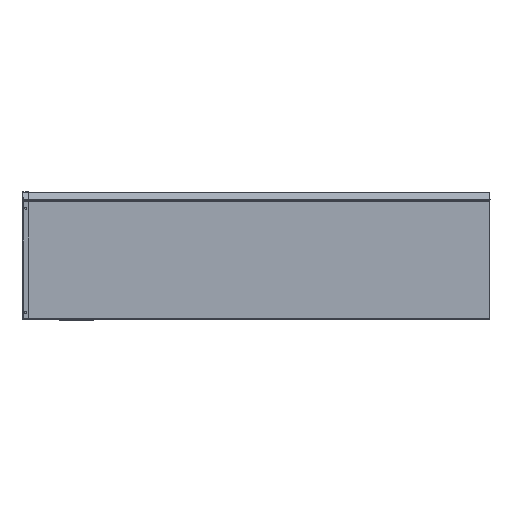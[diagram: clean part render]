
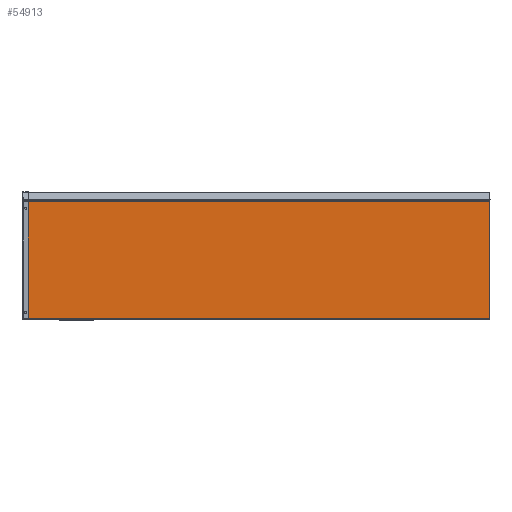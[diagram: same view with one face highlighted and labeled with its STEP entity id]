
A CAD part, left-side view. The second image highlights one B-rep face of the part: STEP entity #54913.
In plain terms, the highlighted planar face has unit normal (-1, 0, 0).
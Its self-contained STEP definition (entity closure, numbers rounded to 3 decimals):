
#3186 = EDGE_CURVE ( 'NONE', #30383, #30415, #11281, .T. ) ;
#3220 = EDGE_CURVE ( 'NONE', #30449, #30395, #11381, .T. ) ;
#3921 = EDGE_CURVE ( 'NONE', #64944, #64887, #17151, .T. ) ;
#4007 = EDGE_CURVE ( 'NONE', #63685, #63661, #17445, .T. ) ;
#4016 = EDGE_CURVE ( 'NONE', #65010, #65015, #17443, .T. ) ;
#4027 = EDGE_CURVE ( 'NONE', #65059, #65010, #18202, .T. ) ;
#4032 = EDGE_CURVE ( 'NONE', #63676, #65028, #18209, .T. ) ;
#4036 = EDGE_CURVE ( 'NONE', #63670, #65028, #17567, .T. ) ;
#4040 = EDGE_CURVE ( 'NONE', #63685, #65048, #18194, .T. ) ;
#4041 = EDGE_CURVE ( 'NONE', #64887, #63661, #18162, .T. ) ;
#4052 = EDGE_CURVE ( 'NONE', #65044, #65059, #17598, .T. ) ;
#4058 = EDGE_CURVE ( 'NONE', #30415, #30383, #18205, .T. ) ;
#4083 = EDGE_CURVE ( 'NONE', #65015, #65044, #18164, .T. ) ;
#4091 = EDGE_CURVE ( 'NONE', #65048, #30449, #19422, .T. ) ;
#4101 = EDGE_CURVE ( 'NONE', #30395, #63676, #18257, .T. ) ;
#4104 = EDGE_CURVE ( 'NONE', #63670, #64944, #18240, .T. ) ;
#6198 = EDGE_LOOP ( 'NONE', ( #22827, #22766 ) ) ;
#6539 = EDGE_LOOP ( 'NONE', ( #22790, #22777, #22774, #22788 ) ) ;
#6572 = EDGE_LOOP ( 'NONE', ( #22779, #22818, #22860, #22803, #22809, #22813, #22780, #22828, #22767, #22823 ) ) ;
#10343 = CARTESIAN_POINT ( 'NONE',  ( 28017.788, 868.87, 263.673 ) ) ;
#10357 = CARTESIAN_POINT ( 'NONE',  ( 28017.788, 1911.327, 246.808 ) ) ;
#10378 = CARTESIAN_POINT ( 'NONE',  ( 28017.788, 1911.327, 251.308 ) ) ;
#10437 = CARTESIAN_POINT ( 'NONE',  ( 28017.788, 869.752, 264.202 ) ) ;
#11254 = AXIS2_PLACEMENT_3D ( 'NONE', #13396, #13362, #13407 ) ;
#11281 = CIRCLE ( 'NONE', #11254, 2.25 ) ;
#11343 = AXIS2_PLACEMENT_3D ( 'NONE', #13502, #13505, #13522 ) ;
#11381 = CIRCLE ( 'NONE', #11343, 1. ) ;
#12875 = VECTOR ( 'NONE', #17122, 1000. ) ;
#13362 = DIRECTION ( 'NONE',  ( 1., 0., 0. ) ) ;
#13396 = CARTESIAN_POINT ( 'NONE',  ( 28017.788, 1911.327, 249.058 ) ) ;
#13407 = DIRECTION ( 'NONE',  ( 0., 0., -1. ) ) ;
#13502 = CARTESIAN_POINT ( 'NONE',  ( 28017.788, 868.87, 264.673 ) ) ;
#13505 = DIRECTION ( 'NONE',  ( -1., 0., 0. ) ) ;
#13522 = DIRECTION ( 'NONE',  ( 0., 0., -1. ) ) ;
#17122 = DIRECTION ( 'NONE',  ( 0., 1., 0. ) ) ;
#17132 = CARTESIAN_POINT ( 'NONE',  ( 28017.788, 851.26, 1. ) ) ;
#17151 = LINE ( 'NONE', #17132, #12875 ) ;
#17443 = LINE ( 'NONE', #17469, #18110 ) ;
#17445 = LINE ( 'NONE', #17451, #18087 ) ;
#17451 = CARTESIAN_POINT ( 'NONE',  ( 28017.788, 1916.837, 18.514 ) ) ;
#17469 = CARTESIAN_POINT ( 'NONE',  ( 28017.788, 1912.327, 16.308 ) ) ;
#17478 = DIRECTION ( 'NONE',  ( 0., 0., -1. ) ) ;
#17493 = CARTESIAN_POINT ( 'NONE',  ( 28017.788, 1912.327, 14.058 ) ) ;
#17495 = DIRECTION ( 'NONE',  ( 1., 0., 0. ) ) ;
#17496 = DIRECTION ( 'NONE',  ( 0., 0., -1. ) ) ;
#17527 = DIRECTION ( 'NONE',  ( 0., -1., 0. ) ) ;
#17530 = CARTESIAN_POINT ( 'NONE',  ( 28017.788, 867.079, 18.514 ) ) ;
#17531 = DIRECTION ( 'NONE',  ( -1., 0., 0. ) ) ;
#17532 = CARTESIAN_POINT ( 'NONE',  ( 28017.788, 1917.308, 264.673 ) ) ;
#17533 = DIRECTION ( 'NONE',  ( 0., 0., -1. ) ) ;
#17537 = DIRECTION ( 'NONE',  ( 0., 0., -1. ) ) ;
#17540 = DIRECTION ( 'NONE',  ( -1., 0., 0. ) ) ;
#17542 = CARTESIAN_POINT ( 'NONE',  ( 28017.788, 1917.712, -0.178 ) ) ;
#17545 = CARTESIAN_POINT ( 'NONE',  ( 28017.788, 866.305, 260.38 ) ) ;
#17550 = DIRECTION ( 'NONE',  ( 0., 0., -1. ) ) ;
#17556 = DIRECTION ( 'NONE',  ( 1., 0., 0. ) ) ;
#17557 = DIRECTION ( 'NONE',  ( 0., 0., 1. ) ) ;
#17567 = LINE ( 'NONE', #17530, #18153 ) ;
#17586 = CARTESIAN_POINT ( 'NONE',  ( 28017.788, 1912.327, 11.808 ) ) ;
#17598 = LINE ( 'NONE', #17586, #18196 ) ;
#17599 = DIRECTION ( 'NONE',  ( 0., 1., 0. ) ) ;
#17632 = DIRECTION ( 'NONE',  ( 0., 0., -1. ) ) ;
#17634 = DIRECTION ( 'NONE',  ( 1., 0., 0. ) ) ;
#17661 = CARTESIAN_POINT ( 'NONE',  ( 28017.788, 1911.327, 249.058 ) ) ;
#18087 = VECTOR ( 'NONE', #17478, 1000. ) ;
#18110 = VECTOR ( 'NONE', #17527, 1000. ) ;
#18153 = VECTOR ( 'NONE', #17557, 1000. ) ;
#18154 = AXIS2_PLACEMENT_3D ( 'NONE', #17542, #17531, #17537 ) ;
#18162 = CIRCLE ( 'NONE', #18154, 2. ) ;
#18164 = CIRCLE ( 'NONE', #18182, 2.25 ) ;
#18169 = AXIS2_PLACEMENT_3D ( 'NONE', #17661, #17634, #17632 ) ;
#18182 = AXIS2_PLACEMENT_3D ( 'NONE', #19441, #19457, #19439 ) ;
#18191 = AXIS2_PLACEMENT_3D ( 'NONE', #17532, #17540, #17533 ) ;
#18194 = CIRCLE ( 'NONE', #18191, 1. ) ;
#18195 = AXIS2_PLACEMENT_3D ( 'NONE', #17545, #17556, #17550 ) ;
#18196 = VECTOR ( 'NONE', #17599, 1000. ) ;
#18201 = AXIS2_PLACEMENT_3D ( 'NONE', #17493, #17495, #17496 ) ;
#18202 = CIRCLE ( 'NONE', #18201, 2.25 ) ;
#18205 = CIRCLE ( 'NONE', #18169, 2.25 ) ;
#18209 = CIRCLE ( 'NONE', #18195, 4. ) ;
#18238 = AXIS2_PLACEMENT_3D ( 'NONE', #19479, #19480, #19486 ) ;
#18240 = CIRCLE ( 'NONE', #18238, 2. ) ;
#18257 = CIRCLE ( 'NONE', #18259, 1. ) ;
#18259 = AXIS2_PLACEMENT_3D ( 'NONE', #19473, #19512, #19481 ) ;
#18263 = VECTOR ( 'NONE', #19453, 1000. ) ;
#19422 = LINE ( 'NONE', #19429, #18263 ) ;
#19429 = CARTESIAN_POINT ( 'NONE',  ( 28017.788, 851.26, 264.202 ) ) ;
#19439 = DIRECTION ( 'NONE',  ( 0., 0., -1. ) ) ;
#19441 = CARTESIAN_POINT ( 'NONE',  ( 28017.788, 1911.327, 14.058 ) ) ;
#19453 = DIRECTION ( 'NONE',  ( 0., -1., 0. ) ) ;
#19457 = DIRECTION ( 'NONE',  ( 1., 0., 0. ) ) ;
#19473 = CARTESIAN_POINT ( 'NONE',  ( 28017.788, 868.87, 264.673 ) ) ;
#19479 = CARTESIAN_POINT ( 'NONE',  ( 28017.788, 866.266, -0.179 ) ) ;
#19480 = DIRECTION ( 'NONE',  ( -1., 0., 0. ) ) ;
#19481 = DIRECTION ( 'NONE',  ( 0., 0., -1. ) ) ;
#19486 = DIRECTION ( 'NONE',  ( 0., 0., -1. ) ) ;
#19512 = DIRECTION ( 'NONE',  ( -1., 0., 0. ) ) ;
#22766 = ORIENTED_EDGE ( 'NONE', *, *, #3186, .T. ) ;
#22767 = ORIENTED_EDGE ( 'NONE', *, *, #4007, .T. ) ;
#22774 = ORIENTED_EDGE ( 'NONE', *, *, #4016, .T. ) ;
#22777 = ORIENTED_EDGE ( 'NONE', *, *, #4027, .T. ) ;
#22779 = ORIENTED_EDGE ( 'NONE', *, *, #3921, .F. ) ;
#22780 = ORIENTED_EDGE ( 'NONE', *, *, #4091, .F. ) ;
#22788 = ORIENTED_EDGE ( 'NONE', *, *, #4083, .T. ) ;
#22790 = ORIENTED_EDGE ( 'NONE', *, *, #4052, .T. ) ;
#22803 = ORIENTED_EDGE ( 'NONE', *, *, #4032, .F. ) ;
#22809 = ORIENTED_EDGE ( 'NONE', *, *, #4101, .F. ) ;
#22813 = ORIENTED_EDGE ( 'NONE', *, *, #3220, .F. ) ;
#22818 = ORIENTED_EDGE ( 'NONE', *, *, #4104, .F. ) ;
#22823 = ORIENTED_EDGE ( 'NONE', *, *, #4041, .F. ) ;
#22827 = ORIENTED_EDGE ( 'NONE', *, *, #4058, .T. ) ;
#22828 = ORIENTED_EDGE ( 'NONE', *, *, #4040, .F. ) ;
#22860 = ORIENTED_EDGE ( 'NONE', *, *, #4036, .T. ) ;
#30383 = VERTEX_POINT ( 'NONE', #10378 ) ;
#30395 = VERTEX_POINT ( 'NONE', #10343 ) ;
#30415 = VERTEX_POINT ( 'NONE', #10357 ) ;
#30449 = VERTEX_POINT ( 'NONE', #10437 ) ;
#43533 = AXIS2_PLACEMENT_3D ( 'NONE', #45165, #45183, #45167 ) ;
#45147 = FACE_BOUND ( 'NONE', #6539, .T. ) ;
#45159 = FACE_OUTER_BOUND ( 'NONE', #6572, .T. ) ;
#45161 = FACE_BOUND ( 'NONE', #6198, .T. ) ;
#45164 = PLANE ( 'NONE',  #43533 ) ;
#45165 = CARTESIAN_POINT ( 'NONE',  ( 28017.788, 851.26, 18.514 ) ) ;
#45167 = DIRECTION ( 'NONE',  ( 0., 0., -1. ) ) ;
#45183 = DIRECTION ( 'NONE',  ( 1., 0., 0. ) ) ;
#48797 = CARTESIAN_POINT ( 'NONE',  ( 28017.788, 868.357, 263.814 ) ) ;
#48812 = CARTESIAN_POINT ( 'NONE',  ( 28017.788, 1916.837, 263.79 ) ) ;
#48818 = CARTESIAN_POINT ( 'NONE',  ( 28017.788, 1916.837, 1.62 ) ) ;
#48847 = CARTESIAN_POINT ( 'NONE',  ( 28017.788, 867.079, 1.648 ) ) ;
#49206 = CARTESIAN_POINT ( 'NONE',  ( 28017.788, 867.881, 1. ) ) ;
#49279 = CARTESIAN_POINT ( 'NONE',  ( 28017.788, 1916.096, 1. ) ) ;
#49341 = CARTESIAN_POINT ( 'NONE',  ( 28017.788, 1912.327, 16.308 ) ) ;
#49344 = CARTESIAN_POINT ( 'NONE',  ( 28017.788, 1911.327, 16.308 ) ) ;
#49376 = CARTESIAN_POINT ( 'NONE',  ( 28017.788, 867.079, 264.305 ) ) ;
#49382 = CARTESIAN_POINT ( 'NONE',  ( 28017.788, 1911.327, 11.808 ) ) ;
#49409 = CARTESIAN_POINT ( 'NONE',  ( 28017.788, 1916.425, 264.202 ) ) ;
#49446 = CARTESIAN_POINT ( 'NONE',  ( 28017.788, 1912.327, 11.808 ) ) ;
#54913 = ADVANCED_FACE ( 'NONE', ( #45159, #45147, #45161 ), #45164, .F. ) ;
#63661 = VERTEX_POINT ( 'NONE', #48818 ) ;
#63670 = VERTEX_POINT ( 'NONE', #48847 ) ;
#63676 = VERTEX_POINT ( 'NONE', #48797 ) ;
#63685 = VERTEX_POINT ( 'NONE', #48812 ) ;
#64887 = VERTEX_POINT ( 'NONE', #49279 ) ;
#64944 = VERTEX_POINT ( 'NONE', #49206 ) ;
#65010 = VERTEX_POINT ( 'NONE', #49341 ) ;
#65015 = VERTEX_POINT ( 'NONE', #49344 ) ;
#65028 = VERTEX_POINT ( 'NONE', #49376 ) ;
#65044 = VERTEX_POINT ( 'NONE', #49382 ) ;
#65048 = VERTEX_POINT ( 'NONE', #49409 ) ;
#65059 = VERTEX_POINT ( 'NONE', #49446 ) ;
